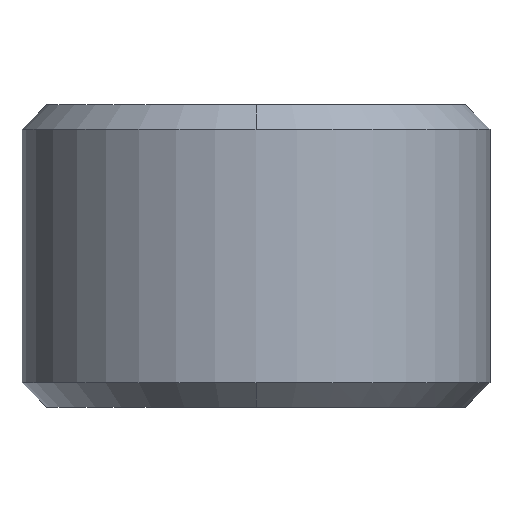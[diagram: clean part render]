
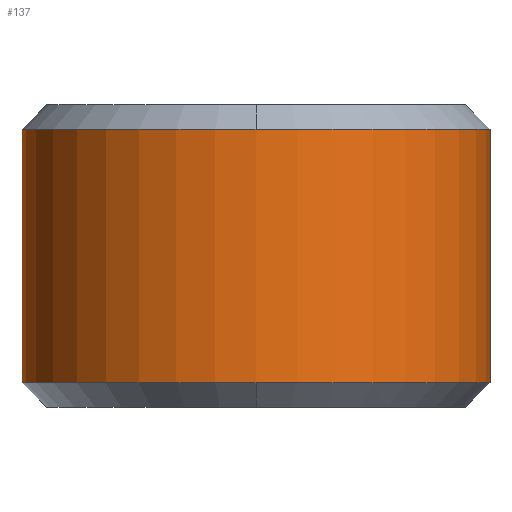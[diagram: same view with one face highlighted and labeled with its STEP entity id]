
A CAD part, left-side view. The second image highlights one B-rep face of the part: STEP entity #137.
In plain terms, the highlighted cylindrical face has radius 12 mm (diameter 24 mm), a partial arc.
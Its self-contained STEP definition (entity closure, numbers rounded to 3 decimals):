
#137 = ADVANCED_FACE( '', ( #271 ), #272, .T. );
#271 = FACE_OUTER_BOUND( '', #405, .T. );
#272 = CYLINDRICAL_SURFACE( '', #406, 12. );
#405 = EDGE_LOOP( '', ( #885, #886, #887, #888, #889, #890 ) );
#406 = AXIS2_PLACEMENT_3D( '', #891, #892, #893 );
#885 = ORIENTED_EDGE( '', *, *, #1020, .T. );
#886 = ORIENTED_EDGE( '', *, *, #919, .T. );
#887 = ORIENTED_EDGE( '', *, *, #1029, .F. );
#888 = ORIENTED_EDGE( '', *, *, #905, .F. );
#889 = ORIENTED_EDGE( '', *, *, #1038, .F. );
#890 = ORIENTED_EDGE( '', *, *, #1042, .T. );
#891 = CARTESIAN_POINT( '', ( 0., 0., 6.5 ) );
#892 = DIRECTION( '', ( 0., 0., 1. ) );
#893 = DIRECTION( '', ( 0., 1., 0. ) );
#905 = EDGE_CURVE( '', #1063, #1066, #1067, .T. );
#919 = EDGE_CURVE( '', #1084, #1092, #1094, .T. );
#1020 = EDGE_CURVE( '', #1257, #1084, #1258, .T. );
#1029 = EDGE_CURVE( '', #1066, #1092, #1270, .T. );
#1038 = EDGE_CURVE( '', #1276, #1063, #1281, .T. );
#1042 = EDGE_CURVE( '', #1276, #1257, #1285, .T. );
#1063 = VERTEX_POINT( '', #1345 );
#1066 = VERTEX_POINT( '', #1349 );
#1067 = CIRCLE( '', #1350, 12. );
#1084 = VERTEX_POINT( '', #1386 );
#1092 = VERTEX_POINT( '', #1404 );
#1094 = CIRCLE( '', #1406, 12. );
#1257 = VERTEX_POINT( '', #1662 );
#1258 = CIRCLE( '', #1663, 12. );
#1270 = LINE( '', #1689, #1690 );
#1276 = VERTEX_POINT( '', #1708 );
#1281 = CIRCLE( '', #1714, 12. );
#1285 = LINE( '', #1728, #1729 );
#1345 = CARTESIAN_POINT( '', ( -12., 0., 6.5 ) );
#1349 = CARTESIAN_POINT( '', ( 0., -12., 6.5 ) );
#1350 = AXIS2_PLACEMENT_3D( '', #1743, #1744, #1745 );
#1386 = CARTESIAN_POINT( '', ( -12., 0., -6.5 ) );
#1404 = CARTESIAN_POINT( '', ( 0., -12., -6.5 ) );
#1406 = AXIS2_PLACEMENT_3D( '', #1772, #1773, #1774 );
#1662 = CARTESIAN_POINT( '', ( 0., 12., -6.5 ) );
#1663 = AXIS2_PLACEMENT_3D( '', #1951, #1952, #1953 );
#1689 = CARTESIAN_POINT( '', ( 0., -12., 6.5 ) );
#1690 = VECTOR( '', #1965, 1. );
#1708 = CARTESIAN_POINT( '', ( 0., 12., 6.5 ) );
#1714 = AXIS2_PLACEMENT_3D( '', #1979, #1980, #1981 );
#1728 = CARTESIAN_POINT( '', ( 0., 12., 6.5 ) );
#1729 = VECTOR( '', #1986, 1. );
#1743 = CARTESIAN_POINT( '', ( 0., 0., 6.5 ) );
#1744 = DIRECTION( '', ( 0., 0., 1. ) );
#1745 = DIRECTION( '', ( 0., 1., 0. ) );
#1772 = CARTESIAN_POINT( '', ( 0., 0., -6.5 ) );
#1773 = DIRECTION( '', ( 0., 0., 1. ) );
#1774 = DIRECTION( '', ( 0., 1., 0. ) );
#1951 = CARTESIAN_POINT( '', ( 0., 0., -6.5 ) );
#1952 = DIRECTION( '', ( 0., 0., 1. ) );
#1953 = DIRECTION( '', ( 0., 1., 0. ) );
#1965 = DIRECTION( '', ( 0., 0., -1. ) );
#1979 = CARTESIAN_POINT( '', ( 0., 0., 6.5 ) );
#1980 = DIRECTION( '', ( 0., 0., 1. ) );
#1981 = DIRECTION( '', ( 0., 1., 0. ) );
#1986 = DIRECTION( '', ( 0., 0., -1. ) );
